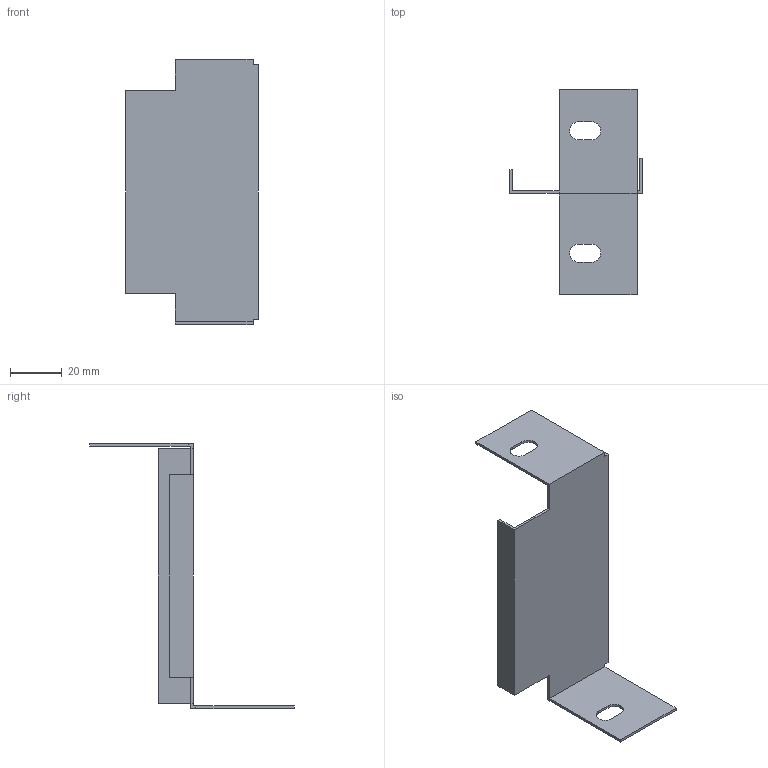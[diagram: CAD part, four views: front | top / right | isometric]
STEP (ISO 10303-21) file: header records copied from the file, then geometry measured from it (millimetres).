
FILE_DESCRIPTION(/* description */ (''),/* implementation_level */ '2;1');
FILE_NAME(/* name */ 'PDL 50x100.ipt.stp',/* time_stamp */ '2023-05-23T18:28:57+03:00',/* author */ ('Ртищев А.О.'),/* organization */ (''),/* preprocessor_version */ 'ST-DEVELOPER v19.2',/* originating_system */ 'Autodesk Inventor 2023',/* authorisation */ '');
FILE_SCHEMA (('AUTOMOTIVE_DESIGN { 1 0 10303 214 3 1 1 }'));
Length unit declared in the file: millimetre
Products named in the file (1): Переходник упрощенный 
50х100 левый "ПЛЮС"
Bounding box: 51 x 78.84 x 102 mm (x, y, z)
Volume: 8768.2 mm3; surface area: 18102.8 mm2
Topology: 1 solids, 1 shells, 36 faces, 102 edges, 68 vertices
Faces by surface type: plane 32, cylinder 4
Entity records: 1250 total; most frequent: CARTESIAN_POINT 207, ORIENTED_EDGE 204, DIRECTION 184, EDGE_CURVE 102, LINE 94, VECTOR 94, VERTEX_POINT 68, AXIS2_PLACEMENT_3D 45
